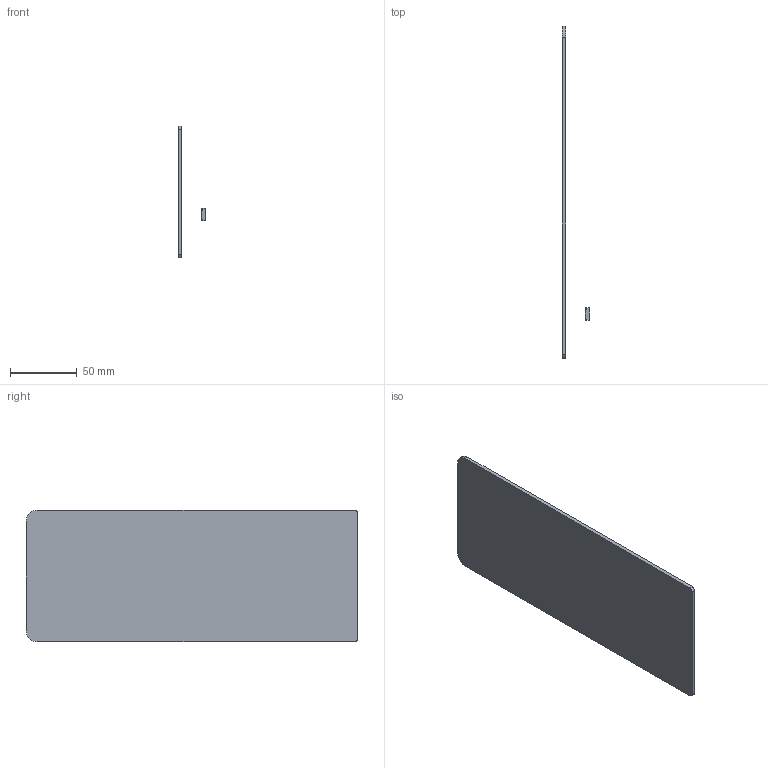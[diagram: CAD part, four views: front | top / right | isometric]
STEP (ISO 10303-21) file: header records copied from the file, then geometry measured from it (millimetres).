
FILE_DESCRIPTION (( 'STEP AP214' ), '1' );
FILE_NAME ('Back Lid.STEP', '2016-10-26T20:06:36', ( '' ), ( '' ), 'SwSTEP 2.0', 'SolidWorks 2016', '' );
FILE_SCHEMA (( 'AUTOMOTIVE_DESIGN' ));
Length unit declared in the file: inch
Products named in the file (1): Back Lid
Bounding box: 20.51 x 249.14 x 99.04 mm (x, y, z)
Volume: 62820.1 mm3; surface area: 51352 mm2
Topology: 2 solids, 2 shells, 38 faces, 92 edges, 58 vertices
Faces by surface type: plane 12, cylinder 11, cone 10, bspline 5
Entity records: 2050 total; most frequent: CARTESIAN_POINT 1225, ORIENTED_EDGE 184, DIRECTION 128, EDGE_CURVE 92, VERTEX_POINT 58, AXIS2_PLACEMENT_3D 48, EDGE_LOOP 40, FACE_OUTER_BOUND 38
